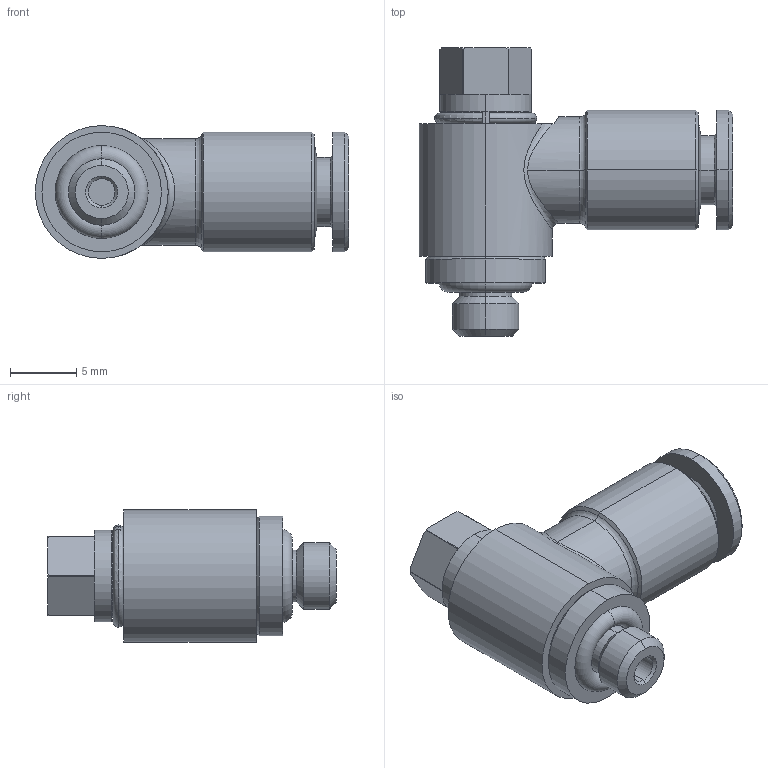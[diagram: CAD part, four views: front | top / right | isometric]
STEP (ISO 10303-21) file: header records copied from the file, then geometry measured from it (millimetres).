
FILE_DESCRIPTION(( 'MV.44.04.M5-0.4.STEP' ), '1');
FILE_NAME( 'MV.44.04.M5-0.4.STEP', '2018-10-05T11:52:09',( 'Sopra'),('sopra-pneumatic.com'), 'SwSTEP 2.0','SolidWorks 2009','' );
FILE_SCHEMA (( 'CONFIG_CONTROL_DESIGN' ));
Length unit declared in the file: millimetre
Products named in the file (1): 04340C10-04
Bounding box: 23.6 x 21.7 x 10 mm (x, y, z)
Volume: 1761.3 mm3; surface area: 1516.5 mm2
Topology: 2 solids, 2 shells, 88 faces, 195 edges, 120 vertices
Faces by surface type: cylinder 28, cone 28, plane 25, torus 6, bspline 1
Entity records: 3297 total; most frequent: CARTESIAN_POINT 1244, DIRECTION 442, ORIENTED_EDGE 390, EDGE_CURVE 195, AXIS2_PLACEMENT_3D 184, VERTEX_POINT 120, EDGE_LOOP 97, CIRCLE 96
